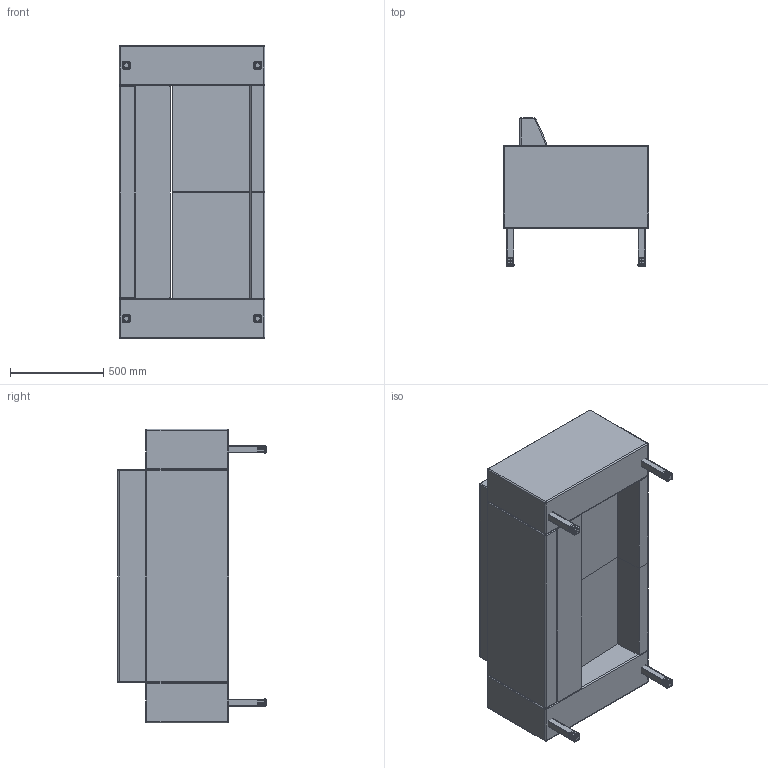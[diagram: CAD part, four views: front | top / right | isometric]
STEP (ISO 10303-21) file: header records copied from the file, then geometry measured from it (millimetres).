
FILE_DESCRIPTION(/* description */ (''),/* implementation_level */ '2;1');
FILE_NAME(/* name */ 'KAS28F.stp',/* time_stamp */ '2016-04-01T06:38:31-04:00',/* author */ ('emerkel'),/* organization */ (''),/* preprocessor_version */ 'ST-DEVELOPER v16.1',/* originating_system */ 'Autodesk Inventor 2016',/* authorisation */ '');
FILE_SCHEMA (('AUTOMOTIVE_DESIGN { 1 0 10303 214 3 1 1 }'));
Length unit declared in the file: inch
Products named in the file (10): KAS18 FARML-R; LEG 14.5; LEG CAP 1.5-1-B; UOBACK KAS23; UBACK KAS23; USEAT KAS10; GLD BLK 5-16; LEG CAP 1.5-1-B_1; KAS18 FARML-R_1; KAS28F
Assembly tree (13 placements, depth 4):
  KAS28F
    KAS18 FARML-R_1  x2
      KAS18 FARML-R
      LEG 14.5
      LEG CAP 1.5-1-B_1
        LEG CAP 1.5-1-B
        GLD BLK 5-16
    UOBACK KAS23
    UBACK KAS23
    USEAT KAS10  x2
Bounding box: 781.05 x 798.7 x 1574.8 mm (x, y, z)
Volume: 381831061.5 mm3; surface area: 8055301.2 mm2
Topology: 26 solids, 34 shells, 3176 faces, 6726 edges, 3694 vertices
Faces by surface type: cylinder 943, plane 835, torus 622, bspline 566, sphere 106, cone 104
Full cylindrical faces by diameter (mm): 6.528 x8, 7.925 x8, 7.937 x28, 7.938 x16, 8.001 x4, 8.636 x4, 9.271 x4
Entity records: 33649 total; most frequent: CARTESIAN_POINT 16589, ORIENTED_EDGE 3506, DIRECTION 3409, EDGE_CURVE 1755, AXIS2_PLACEMENT_3D 1366, VERTEX_POINT 968, EDGE_LOOP 903, FACE_OUTER_BOUND 847
